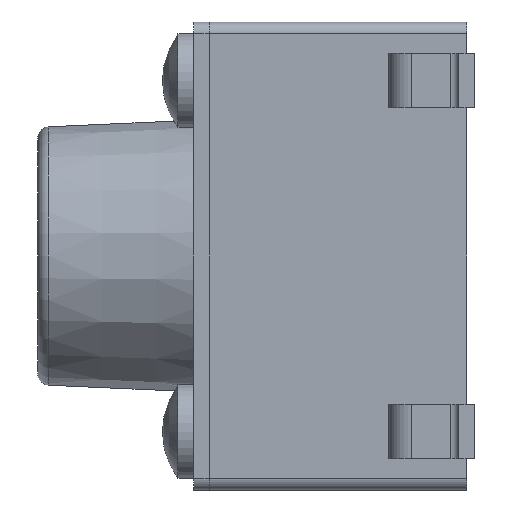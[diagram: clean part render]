
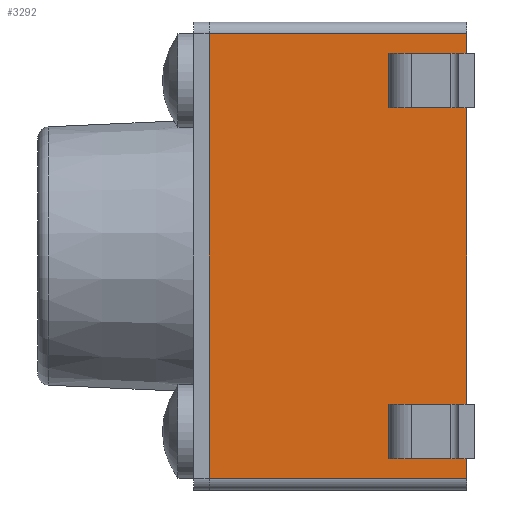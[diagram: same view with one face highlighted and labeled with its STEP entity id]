
A CAD part, left-side view. The second image highlights one B-rep face of the part: STEP entity #3292.
In plain terms, the highlighted planar face has unit normal (-1, 0, 0).
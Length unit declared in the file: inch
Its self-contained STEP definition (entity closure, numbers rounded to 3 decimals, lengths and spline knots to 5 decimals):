
#80 = LINE ( 'NONE', #2298, #1547 ) ;
#102 = VECTOR ( 'NONE', #889, 39.37008 ) ;
#154 = EDGE_LOOP ( 'NONE', ( #1727, #3105, #709, #3482 ) ) ;
#226 = VERTEX_POINT ( 'NONE', #1955 ) ;
#303 = EDGE_CURVE ( 'NONE', #226, #1765, #1008, .T. ) ;
#644 = LINE ( 'NONE', #2263, #102 ) ;
#709 = ORIENTED_EDGE ( 'NONE', *, *, #963, .T. ) ;
#889 = DIRECTION ( 'NONE',  ( 0., 1., 0. ) ) ;
#922 = CARTESIAN_POINT ( 'NONE',  ( -0.11811, 0., -0.1122 ) ) ;
#952 = AXIS2_PLACEMENT_3D ( 'NONE', #2664, #3461, #2145 ) ;
#962 = DIRECTION ( 'NONE',  ( 0., -1., 0. ) ) ;
#963 = EDGE_CURVE ( 'NONE', #2095, #3551, #2659, .T. ) ;
#1008 = LINE ( 'NONE', #1567, #1815 ) ;
#1119 = EDGE_CURVE ( 'NONE', #3551, #1765, #644, .T. ) ;
#1288 = DIRECTION ( 'NONE',  ( 0., 0., 1. ) ) ;
#1474 = CARTESIAN_POINT ( 'NONE',  ( -0.11811, 0., 0.1122 ) ) ;
#1547 = VECTOR ( 'NONE', #962, 39.37008 ) ;
#1567 = CARTESIAN_POINT ( 'NONE',  ( -0.11811, 0.12992, -0.11811 ) ) ;
#1576 = CARTESIAN_POINT ( 'NONE',  ( -0.11811, 0., -0.11811 ) ) ;
#1603 = FACE_OUTER_BOUND ( 'NONE', #154, .T. ) ;
#1727 = ORIENTED_EDGE ( 'NONE', *, *, #303, .F. ) ;
#1757 = VECTOR ( 'NONE', #1288, 39.37008 ) ;
#1765 = VERTEX_POINT ( 'NONE', #2320 ) ;
#1815 = VECTOR ( 'NONE', #3528, 39.37008 ) ;
#1955 = CARTESIAN_POINT ( 'NONE',  ( -0.11811, 0.12992, -0.1122 ) ) ;
#2095 = VERTEX_POINT ( 'NONE', #922 ) ;
#2145 = DIRECTION ( 'NONE',  ( 0., 1., 0. ) ) ;
#2263 = CARTESIAN_POINT ( 'NONE',  ( -0.11811, 0.12992, 0.1122 ) ) ;
#2298 = CARTESIAN_POINT ( 'NONE',  ( -0.11811, 0.12992, -0.1122 ) ) ;
#2320 = CARTESIAN_POINT ( 'NONE',  ( -0.11811, 0.12992, 0.1122 ) ) ;
#2659 = LINE ( 'NONE', #1576, #1757 ) ;
#2664 = CARTESIAN_POINT ( 'NONE',  ( -0.11811, 0.12992, -0.11811 ) ) ;
#2697 = EDGE_CURVE ( 'NONE', #226, #2095, #80, .T. ) ;
#3105 = ORIENTED_EDGE ( 'NONE', *, *, #2697, .T. ) ;
#3224 = PLANE ( 'NONE',  #952 ) ;
#3292 = ADVANCED_FACE ( 'NONE', ( #1603 ), #3224, .F. ) ;
#3461 = DIRECTION ( 'NONE',  ( 1., 0., 0. ) ) ;
#3482 = ORIENTED_EDGE ( 'NONE', *, *, #1119, .T. ) ;
#3528 = DIRECTION ( 'NONE',  ( 0., 0., 1. ) ) ;
#3551 = VERTEX_POINT ( 'NONE', #1474 ) ;
